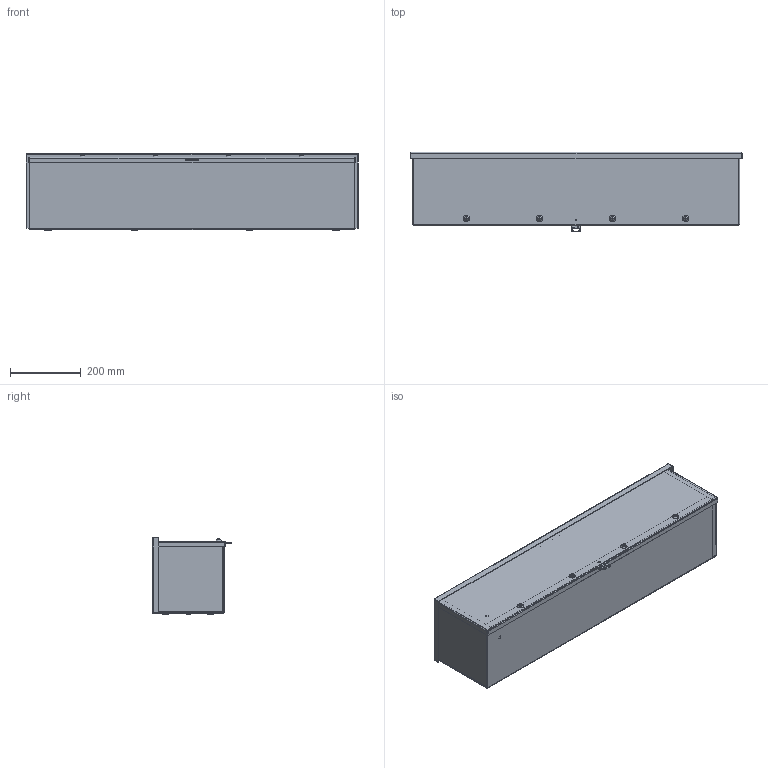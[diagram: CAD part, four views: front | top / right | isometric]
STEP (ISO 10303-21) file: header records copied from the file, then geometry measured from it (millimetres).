
FILE_DESCRIPTION (( 'STEP AP203' ), '1' );
FILE_NAME ('C3RWT836_Default.step', '2019-11-13T14:05:32', ( '' ), ( '' ), 'SwSTEP 2.0', 'SolidWorks 2019', '' );
FILE_SCHEMA (( 'CONFIG_CONTROL_DESIGN' ));
Length unit declared in the file: inch
Products named in the file (1): C3RWT836_Default
Bounding box: 936.62 x 225.32 x 218.29 mm (x, y, z)
Volume: 1685790.5 mm3; surface area: 1863659.6 mm2
Topology: 25 solids, 25 shells, 885 faces, 2225 edges, 1416 vertices
Faces by surface type: plane 486, cylinder 275, cone 60, bspline 56, torus 8
Entity records: 29432 total; most frequent: CARTESIAN_POINT 8059, DIRECTION 4449, ORIENTED_EDGE 4442, EDGE_CURVE 2221, AXIS2_PLACEMENT_3D 1570, VERTEX_POINT 1416, LINE 1309, VECTOR 1309
